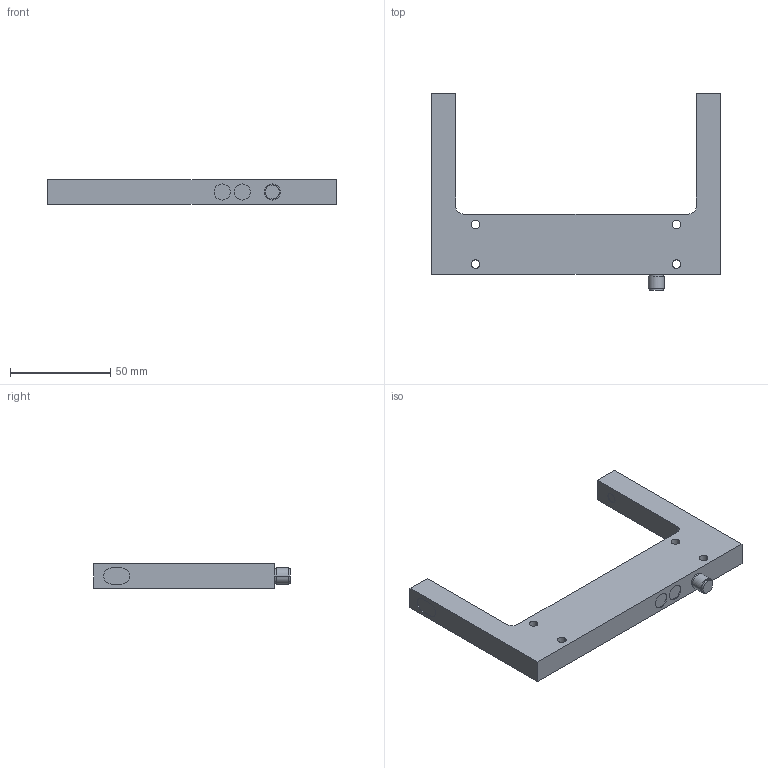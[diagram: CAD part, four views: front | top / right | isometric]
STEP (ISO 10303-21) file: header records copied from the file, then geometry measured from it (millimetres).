
FILE_DESCRIPTION(('STEP AP214'),'1');
FILE_NAME('tmp0.step','2014-11-26T13:32:59',(' '),(' '),'Spatial InterOp 3D',' ',' ');
FILE_SCHEMA(('automotive_design'));
Length unit declared in the file: millimetre
Products named in the file (1): 1
Bounding box: 144 x 98 x 12 mm (x, y, z)
Volume: 68730.5 mm3; surface area: 19432 mm2
Topology: 1 solids, 2 shells, 53 faces, 121 edges, 81 vertices
Faces by surface type: cylinder 30, plane 23
Entity records: 2511 total; most frequent: DIRECTION 290, CARTESIAN_POINT 256, ORIENTED_EDGE 242, STYLED_ITEM 159, PRESENTATION_STYLE_ASSIGNMENT 159, COLOUR_RGB 159, EDGE_CURVE 121, AXIS2_PLACEMENT_3D 115
